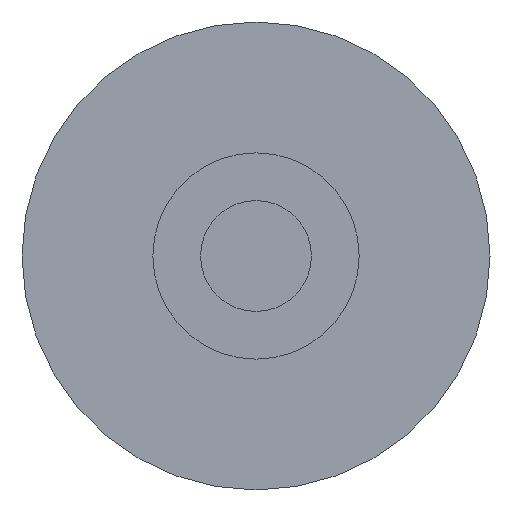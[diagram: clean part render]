
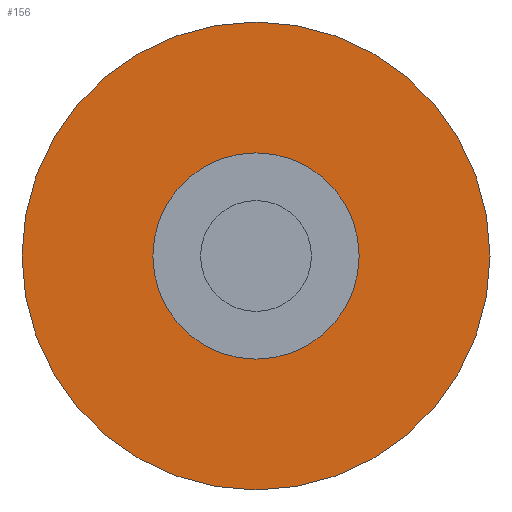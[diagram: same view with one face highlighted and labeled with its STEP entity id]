
A CAD part, front view. The second image highlights one B-rep face of the part: STEP entity #156.
In plain terms, the highlighted planar face has unit normal (0, -1, 0).
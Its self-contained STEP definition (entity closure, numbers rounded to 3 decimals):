
#41=FACE_BOUND('',#55,.T.);
#43=FACE_OUTER_BOUND('',#54,.T.);
#54=EDGE_LOOP('',(#109));
#55=EDGE_LOOP('',(#110));
#67=CIRCLE('',#182,10.803);
#68=CIRCLE('',#183,4.763);
#76=VERTEX_POINT('',#256);
#77=VERTEX_POINT('',#258);
#89=EDGE_CURVE('',#76,#76,#67,.T.);
#90=EDGE_CURVE('',#77,#77,#68,.T.);
#109=ORIENTED_EDGE('',*,*,#89,.F.);
#110=ORIENTED_EDGE('',*,*,#90,.F.);
#149=PLANE('',#181);
#156=ADVANCED_FACE('',(#43,#41),#149,.F.);
#181=AXIS2_PLACEMENT_3D('',#255,#203,#204);
#182=AXIS2_PLACEMENT_3D('',#257,#205,#206);
#183=AXIS2_PLACEMENT_3D('',#259,#207,#208);
#203=DIRECTION('center_axis',(0.,1.,0.));
#204=DIRECTION('ref_axis',(-1.,0.,0.));
#205=DIRECTION('center_axis',(0.,1.,0.));
#206=DIRECTION('ref_axis',(-1.,0.,0.));
#207=DIRECTION('center_axis',(0.,-1.,0.));
#208=DIRECTION('ref_axis',(1.,0.,0.));
#255=CARTESIAN_POINT('Origin',(3.5,-84.856,6.));
#256=CARTESIAN_POINT('',(14.303,-84.856,6.));
#257=CARTESIAN_POINT('Origin',(3.5,-84.856,6.));
#258=CARTESIAN_POINT('',(-1.262,-84.856,6.));
#259=CARTESIAN_POINT('Origin',(3.5,-84.856,6.));
